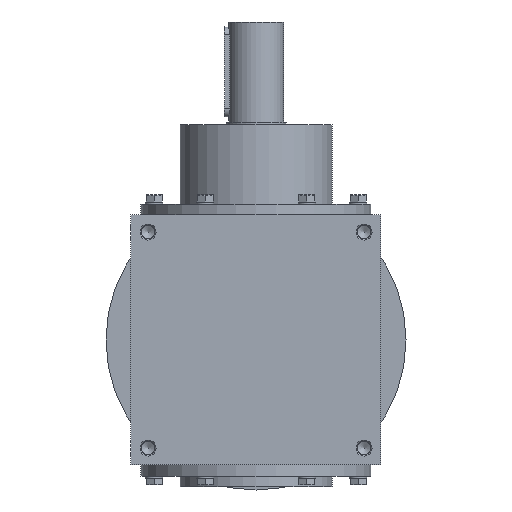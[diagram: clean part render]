
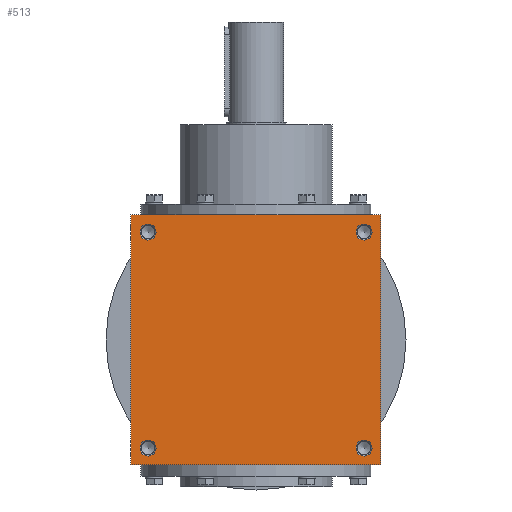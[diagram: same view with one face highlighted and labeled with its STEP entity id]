
A CAD part, left-side view. The second image highlights one B-rep face of the part: STEP entity #513.
In plain terms, the highlighted face is planar.
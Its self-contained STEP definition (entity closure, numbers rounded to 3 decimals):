
#513 = ADVANCED_FACE( '', ( #1045, #1046, #1047, #1048, #1049 ), #1050, .F. );
#1045 = FACE_BOUND( '', #1810, .T. );
#1046 = FACE_BOUND( '', #1811, .T. );
#1047 = FACE_BOUND( '', #1812, .T. );
#1048 = FACE_BOUND( '', #1813, .T. );
#1049 = FACE_OUTER_BOUND( '', #1814, .T. );
#1050 = PLANE( '', #1815 );
#1810 = EDGE_LOOP( '', ( #2662 ) );
#1811 = EDGE_LOOP( '', ( #2663 ) );
#1812 = EDGE_LOOP( '', ( #2664 ) );
#1813 = EDGE_LOOP( '', ( #2665 ) );
#1814 = EDGE_LOOP( '', ( #2666, #2667, #2668, #2669 ) );
#1815 = AXIS2_PLACEMENT_3D( '', #2670, #2671, #2672 );
#2662 = ORIENTED_EDGE( '', *, *, #4042, .F. );
#2663 = ORIENTED_EDGE( '', *, *, #4043, .T. );
#2664 = ORIENTED_EDGE( '', *, *, #4044, .F. );
#2665 = ORIENTED_EDGE( '', *, *, #4045, .T. );
#2666 = ORIENTED_EDGE( '', *, *, #4046, .F. );
#2667 = ORIENTED_EDGE( '', *, *, #4047, .F. );
#2668 = ORIENTED_EDGE( '', *, *, #4048, .F. );
#2669 = ORIENTED_EDGE( '', *, *, #4049, .F. );
#2670 = CARTESIAN_POINT( '', ( 0., 0., -125. ) );
#2671 = DIRECTION( '', ( 0., 0., 1. ) );
#2672 = DIRECTION( '', ( 1., 0., 0. ) );
#4042 = EDGE_CURVE( '', #4660, #4660, #4661, .T. );
#4043 = EDGE_CURVE( '', #4662, #4662, #4663, .T. );
#4044 = EDGE_CURVE( '', #4664, #4664, #4665, .T. );
#4045 = EDGE_CURVE( '', #4666, #4666, #4667, .T. );
#4046 = EDGE_CURVE( '', #4668, #4669, #4670, .T. );
#4047 = EDGE_CURVE( '', #4671, #4668, #4672, .T. );
#4048 = EDGE_CURVE( '', #4673, #4671, #4674, .T. );
#4049 = EDGE_CURVE( '', #4669, #4673, #4675, .T. );
#4660 = VERTEX_POINT( '', #5539 );
#4661 = CIRCLE( '', #5540, 8. );
#4662 = VERTEX_POINT( '', #5541 );
#4663 = CIRCLE( '', #5542, 8. );
#4664 = VERTEX_POINT( '', #5543 );
#4665 = CIRCLE( '', #5544, 8. );
#4666 = VERTEX_POINT( '', #5545 );
#4667 = CIRCLE( '', #5546, 8. );
#4668 = VERTEX_POINT( '', #5547 );
#4669 = VERTEX_POINT( '', #5548 );
#4670 = LINE( '', #5549, #5550 );
#4671 = VERTEX_POINT( '', #5551 );
#4672 = LINE( '', #5552, #5553 );
#4673 = VERTEX_POINT( '', #5554 );
#4674 = LINE( '', #5555, #5556 );
#4675 = LINE( '', #5557, #5558 );
#5539 = CARTESIAN_POINT( '', ( -116., 108., -125. ) );
#5540 = AXIS2_PLACEMENT_3D( '', #6513, #6514, #6515 );
#5541 = CARTESIAN_POINT( '', ( 116., 108., -125. ) );
#5542 = AXIS2_PLACEMENT_3D( '', #6516, #6517, #6518 );
#5543 = CARTESIAN_POINT( '', ( -116., -108., -125. ) );
#5544 = AXIS2_PLACEMENT_3D( '', #6519, #6520, #6521 );
#5545 = CARTESIAN_POINT( '', ( 116., -108., -125. ) );
#5546 = AXIS2_PLACEMENT_3D( '', #6522, #6523, #6524 );
#5547 = CARTESIAN_POINT( '', ( -125., 125., -125. ) );
#5548 = CARTESIAN_POINT( '', ( -125., -125., -125. ) );
#5549 = CARTESIAN_POINT( '', ( -125., 125., -125. ) );
#5550 = VECTOR( '', #6525, 1000. );
#5551 = CARTESIAN_POINT( '', ( 125., 125., -125. ) );
#5552 = CARTESIAN_POINT( '', ( 125., 125., -125. ) );
#5553 = VECTOR( '', #6526, 1000. );
#5554 = CARTESIAN_POINT( '', ( 125., -125., -125. ) );
#5555 = CARTESIAN_POINT( '', ( 125., -125., -125. ) );
#5556 = VECTOR( '', #6527, 1000. );
#5557 = CARTESIAN_POINT( '', ( -125., -125., -125. ) );
#5558 = VECTOR( '', #6528, 1000. );
#6513 = CARTESIAN_POINT( '', ( -108., 108., -125. ) );
#6514 = DIRECTION( '', ( 0., 0., -1. ) );
#6515 = DIRECTION( '', ( -1., 0., 0. ) );
#6516 = CARTESIAN_POINT( '', ( 108., 108., -125. ) );
#6517 = DIRECTION( '', ( 0., 0., 1. ) );
#6518 = DIRECTION( '', ( 1., 0., 0. ) );
#6519 = CARTESIAN_POINT( '', ( -108., -108., -125. ) );
#6520 = DIRECTION( '', ( 0., 0., -1. ) );
#6521 = DIRECTION( '', ( -1., 0., 0. ) );
#6522 = CARTESIAN_POINT( '', ( 108., -108., -125. ) );
#6523 = DIRECTION( '', ( 0., 0., 1. ) );
#6524 = DIRECTION( '', ( 1., 0., 0. ) );
#6525 = DIRECTION( '', ( 0., -1., 0. ) );
#6526 = DIRECTION( '', ( -1., 0., 0. ) );
#6527 = DIRECTION( '', ( 0., 1., 0. ) );
#6528 = DIRECTION( '', ( 1., 0., 0. ) );
